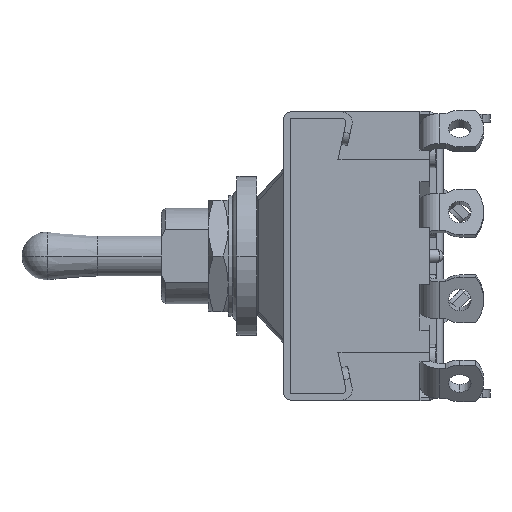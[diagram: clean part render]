
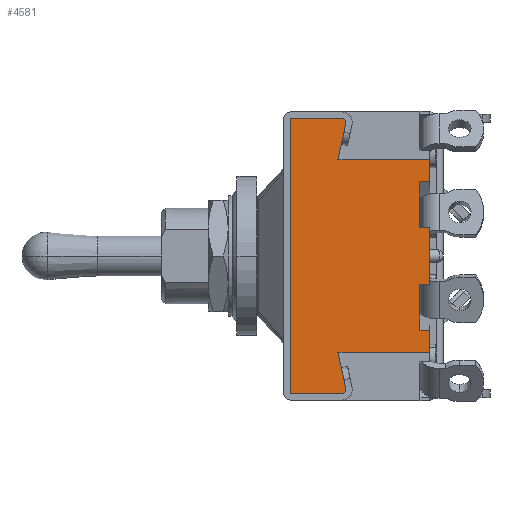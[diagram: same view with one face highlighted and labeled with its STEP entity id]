
A CAD part, left-side view. The second image highlights one B-rep face of the part: STEP entity #4581.
In plain terms, the highlighted planar face has unit normal (-1, 0, 0).
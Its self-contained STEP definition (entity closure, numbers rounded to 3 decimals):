
#56 = AXIS2_PLACEMENT_3D ( 'NONE', #4296, #7378, #5418 ) ;
#61 = CARTESIAN_POINT ( 'NONE',  ( -16.5, -16.3, -9.325 ) ) ;
#88 = EDGE_CURVE ( 'NONE', #6150, #534, #4543, .T. ) ;
#354 = CARTESIAN_POINT ( 'NONE',  ( -16.5, 0., -17.3 ) ) ;
#467 = DIRECTION ( 'NONE',  ( 0., 0., 1. ) ) ;
#490 = DIRECTION ( 'NONE',  ( 0., 0., -1. ) ) ;
#498 = DIRECTION ( 'NONE',  ( 0., -1., 0. ) ) ;
#530 = ORIENTED_EDGE ( 'NONE', *, *, #8935, .F. ) ;
#534 = VERTEX_POINT ( 'NONE', #7948 ) ;
#633 = EDGE_CURVE ( 'NONE', #9024, #4694, #7050, .T. ) ;
#641 = CARTESIAN_POINT ( 'NONE',  ( -16.5, 0., 17.3 ) ) ;
#746 = EDGE_CURVE ( 'NONE', #9157, #12613, #2282, .T. ) ;
#763 = CARTESIAN_POINT ( 'NONE',  ( -16.5, -6.5, -17.3 ) ) ;
#784 = CARTESIAN_POINT ( 'NONE',  ( -16.5, -16.3, 3.568 ) ) ;
#900 = VECTOR ( 'NONE', #6617, 1000. ) ;
#903 = CARTESIAN_POINT ( 'NONE',  ( -16.5, -6.989, -16.695 ) ) ;
#1040 = VERTEX_POINT ( 'NONE', #7628 ) ;
#1175 = CIRCLE ( 'NONE', #10118, 0.5 ) ;
#1182 = VECTOR ( 'NONE', #8218, 1000. ) ;
#1354 = CARTESIAN_POINT ( 'NONE',  ( -16.5, 0., 0. ) ) ;
#1559 = LINE ( 'NONE', #9712, #6997 ) ;
#1571 = EDGE_CURVE ( 'NONE', #3538, #12323, #6577, .T. ) ;
#1685 = LINE ( 'NONE', #9191, #8426 ) ;
#1765 = EDGE_CURVE ( 'NONE', #12178, #7673, #10570, .T. ) ;
#1771 = EDGE_LOOP ( 'NONE', ( #10950, #530, #2770, #7536, #4092, #4671, #10335, #5731, #11053, #6135, #7302, #12162, #3394, #5858, #5842, #12041, #6750, #2768, #7492 ) ) ;
#1876 = DIRECTION ( 'NONE',  ( 0., 0.21, 0.978 ) ) ;
#1877 = VECTOR ( 'NONE', #8272, 1000. ) ;
#2282 = LINE ( 'NONE', #6027, #6745 ) ;
#2336 = CARTESIAN_POINT ( 'NONE',  ( -16.5, -6., -12.1 ) ) ;
#2392 = CARTESIAN_POINT ( 'NONE',  ( -16.5, -6.5, 17.3 ) ) ;
#2565 = DIRECTION ( 'NONE',  ( 0., 0., -1. ) ) ;
#2768 = ORIENTED_EDGE ( 'NONE', *, *, #3891, .T. ) ;
#2770 = ORIENTED_EDGE ( 'NONE', *, *, #746, .T. ) ;
#2791 = CARTESIAN_POINT ( 'NONE',  ( -16.5, -6.989, 16.695 ) ) ;
#3036 = DIRECTION ( 'NONE',  ( 0., 0., 1. ) ) ;
#3093 = LINE ( 'NONE', #354, #9508 ) ;
#3123 = EDGE_CURVE ( 'NONE', #12323, #8213, #4470, .T. ) ;
#3310 = LINE ( 'NONE', #1354, #900 ) ;
#3394 = ORIENTED_EDGE ( 'NONE', *, *, #633, .F. ) ;
#3538 = VERTEX_POINT ( 'NONE', #11089 ) ;
#3637 = CARTESIAN_POINT ( 'NONE',  ( -16.5, -17.5, -12.1 ) ) ;
#3687 = DIRECTION ( 'NONE',  ( 0., -1., 0. ) ) ;
#3849 = DIRECTION ( 'NONE',  ( 1., 0., 0. ) ) ;
#3891 = EDGE_CURVE ( 'NONE', #4585, #12988, #9863, .T. ) ;
#3948 = CARTESIAN_POINT ( 'NONE',  ( -16.5, -16.3, 9.325 ) ) ;
#4092 = ORIENTED_EDGE ( 'NONE', *, *, #4158, .F. ) ;
#4133 = CARTESIAN_POINT ( 'NONE',  ( -16.5, -16.3, 9.325 ) ) ;
#4154 = EDGE_CURVE ( 'NONE', #12043, #9024, #3310, .T. ) ;
#4158 = EDGE_CURVE ( 'NONE', #7673, #8388, #6818, .T. ) ;
#4217 = DIRECTION ( 'NONE',  ( 0., -1., 0. ) ) ;
#4255 = VECTOR ( 'NONE', #1876, 1000. ) ;
#4284 = LINE ( 'NONE', #7548, #12059 ) ;
#4296 = CARTESIAN_POINT ( 'NONE',  ( -16.5, -6.5, -16.8 ) ) ;
#4439 = EDGE_CURVE ( 'NONE', #8388, #12613, #1685, .T. ) ;
#4470 = LINE ( 'NONE', #8130, #1877 ) ;
#4504 = PLANE ( 'NONE',  #8743 ) ;
#4539 = LINE ( 'NONE', #4133, #11226 ) ;
#4543 = LINE ( 'NONE', #3948, #1182 ) ;
#4550 = CARTESIAN_POINT ( 'NONE',  ( -16.5, -6., -12.1 ) ) ;
#4581 = ADVANCED_FACE ( 'NONE', ( #12849 ), #4504, .T. ) ;
#4585 = VERTEX_POINT ( 'NONE', #4550 ) ;
#4661 = VECTOR ( 'NONE', #12902, 1000. ) ;
#4671 = ORIENTED_EDGE ( 'NONE', *, *, #1765, .F. ) ;
#4694 = VERTEX_POINT ( 'NONE', #2392 ) ;
#4824 = VECTOR ( 'NONE', #8822, 1000. ) ;
#4899 = LINE ( 'NONE', #903, #4255 ) ;
#4935 = EDGE_CURVE ( 'NONE', #12379, #4585, #4899, .T. ) ;
#4986 = DIRECTION ( 'NONE',  ( 0., 0., 1. ) ) ;
#5418 = DIRECTION ( 'NONE',  ( 0., 0., -1. ) ) ;
#5456 = CARTESIAN_POINT ( 'NONE',  ( -16.5, -17.5, 0. ) ) ;
#5466 = EDGE_CURVE ( 'NONE', #12043, #11592, #3093, .T. ) ;
#5562 = VECTOR ( 'NONE', #490, 1000. ) ;
#5708 = DIRECTION ( 'NONE',  ( 0., 0., -1. ) ) ;
#5723 = LINE ( 'NONE', #5456, #11296 ) ;
#5731 = ORIENTED_EDGE ( 'NONE', *, *, #88, .T. ) ;
#5842 = ORIENTED_EDGE ( 'NONE', *, *, #5466, .T. ) ;
#5858 = ORIENTED_EDGE ( 'NONE', *, *, #4154, .F. ) ;
#5879 = CARTESIAN_POINT ( 'NONE',  ( -16.5, -16.3, -3.568 ) ) ;
#5938 = CARTESIAN_POINT ( 'NONE',  ( -16.5, -6.989, -16.695 ) ) ;
#6027 = CARTESIAN_POINT ( 'NONE',  ( -16.5, -16.3, -3.568 ) ) ;
#6098 = CARTESIAN_POINT ( 'NONE',  ( -16.5, -16.3, 9.325 ) ) ;
#6127 = EDGE_CURVE ( 'NONE', #12178, #6150, #4539, .T. ) ;
#6135 = ORIENTED_EDGE ( 'NONE', *, *, #3123, .F. ) ;
#6150 = VERTEX_POINT ( 'NONE', #6098 ) ;
#6324 = EDGE_CURVE ( 'NONE', #4694, #3538, #1175, .T. ) ;
#6418 = DIRECTION ( 'NONE',  ( -1., 0., 0. ) ) ;
#6514 = VECTOR ( 'NONE', #4217, 1000. ) ;
#6577 = LINE ( 'NONE', #2791, #4824 ) ;
#6617 = DIRECTION ( 'NONE',  ( 0., 0., 1. ) ) ;
#6745 = VECTOR ( 'NONE', #6998, 1000. ) ;
#6750 = ORIENTED_EDGE ( 'NONE', *, *, #4935, .T. ) ;
#6818 = LINE ( 'NONE', #11670, #5562 ) ;
#6852 = CIRCLE ( 'NONE', #56, 0.5 ) ;
#6997 = VECTOR ( 'NONE', #498, 1000. ) ;
#6998 = DIRECTION ( 'NONE',  ( 0., -1., 0. ) ) ;
#7029 = LINE ( 'NONE', #11811, #8483 ) ;
#7050 = LINE ( 'NONE', #9997, #4661 ) ;
#7216 = CARTESIAN_POINT ( 'NONE',  ( -16.5, -16.3, 3.568 ) ) ;
#7302 = ORIENTED_EDGE ( 'NONE', *, *, #1571, .F. ) ;
#7378 = DIRECTION ( 'NONE',  ( -1., 0., 0. ) ) ;
#7492 = ORIENTED_EDGE ( 'NONE', *, *, #12007, .F. ) ;
#7536 = ORIENTED_EDGE ( 'NONE', *, *, #4439, .F. ) ;
#7548 = CARTESIAN_POINT ( 'NONE',  ( -16.5, -17.5, 0. ) ) ;
#7628 = CARTESIAN_POINT ( 'NONE',  ( -16.5, -17.5, -9.325 ) ) ;
#7673 = VERTEX_POINT ( 'NONE', #9131 ) ;
#7948 = CARTESIAN_POINT ( 'NONE',  ( -16.5, -17.5, 9.325 ) ) ;
#8130 = CARTESIAN_POINT ( 'NONE',  ( -16.5, -6., 12.1 ) ) ;
#8170 = DIRECTION ( 'NONE',  ( 0., 0., -1. ) ) ;
#8213 = VERTEX_POINT ( 'NONE', #8546 ) ;
#8218 = DIRECTION ( 'NONE',  ( 0., -1., 0. ) ) ;
#8250 = CARTESIAN_POINT ( 'NONE',  ( -16.5, -6., 12.1 ) ) ;
#8272 = DIRECTION ( 'NONE',  ( 0., -1., 0. ) ) ;
#8300 = DIRECTION ( 'NONE',  ( 0., -1., 0. ) ) ;
#8311 = CARTESIAN_POINT ( 'NONE',  ( -16.5, -17.5, -3.568 ) ) ;
#8388 = VERTEX_POINT ( 'NONE', #12005 ) ;
#8426 = VECTOR ( 'NONE', #8170, 1000. ) ;
#8483 = VECTOR ( 'NONE', #5708, 1000. ) ;
#8546 = CARTESIAN_POINT ( 'NONE',  ( -16.5, -17.5, 12.1 ) ) ;
#8743 = AXIS2_PLACEMENT_3D ( 'NONE', #9509, #6418, #467 ) ;
#8822 = DIRECTION ( 'NONE',  ( 0., 0.21, -0.978 ) ) ;
#8919 = CARTESIAN_POINT ( 'NONE',  ( -16.5, 0., -17.3 ) ) ;
#8935 = EDGE_CURVE ( 'NONE', #9157, #9674, #7029, .T. ) ;
#9024 = VERTEX_POINT ( 'NONE', #641 ) ;
#9131 = CARTESIAN_POINT ( 'NONE',  ( -16.5, -17.5, 3.568 ) ) ;
#9157 = VERTEX_POINT ( 'NONE', #5879 ) ;
#9191 = CARTESIAN_POINT ( 'NONE',  ( -16.5, -17.5, 0. ) ) ;
#9508 = VECTOR ( 'NONE', #3687, 1000. ) ;
#9509 = CARTESIAN_POINT ( 'NONE',  ( -16.5, -6.5, 16.8 ) ) ;
#9674 = VERTEX_POINT ( 'NONE', #61 ) ;
#9712 = CARTESIAN_POINT ( 'NONE',  ( -16.5, -16.3, -9.325 ) ) ;
#9824 = EDGE_CURVE ( 'NONE', #11592, #12379, #6852, .T. ) ;
#9863 = LINE ( 'NONE', #2336, #6514 ) ;
#9997 = CARTESIAN_POINT ( 'NONE',  ( -16.5, 0., 17.3 ) ) ;
#10118 = AXIS2_PLACEMENT_3D ( 'NONE', #13063, #3849, #4986 ) ;
#10335 = ORIENTED_EDGE ( 'NONE', *, *, #6127, .T. ) ;
#10570 = LINE ( 'NONE', #7216, #11964 ) ;
#10866 = DIRECTION ( 'NONE',  ( 0., 0., -1. ) ) ;
#10950 = ORIENTED_EDGE ( 'NONE', *, *, #11419, .F. ) ;
#11053 = ORIENTED_EDGE ( 'NONE', *, *, #11999, .F. ) ;
#11089 = CARTESIAN_POINT ( 'NONE',  ( -16.5, -6.989, 16.695 ) ) ;
#11226 = VECTOR ( 'NONE', #3036, 1000. ) ;
#11296 = VECTOR ( 'NONE', #2565, 1000. ) ;
#11419 = EDGE_CURVE ( 'NONE', #9674, #1040, #1559, .T. ) ;
#11592 = VERTEX_POINT ( 'NONE', #763 ) ;
#11670 = CARTESIAN_POINT ( 'NONE',  ( -16.5, -17.5, 0. ) ) ;
#11811 = CARTESIAN_POINT ( 'NONE',  ( -16.5, -16.3, -9.325 ) ) ;
#11964 = VECTOR ( 'NONE', #8300, 1000. ) ;
#11999 = EDGE_CURVE ( 'NONE', #8213, #534, #4284, .T. ) ;
#12005 = CARTESIAN_POINT ( 'NONE',  ( -16.5, -17.5, 0. ) ) ;
#12007 = EDGE_CURVE ( 'NONE', #1040, #12988, #5723, .T. ) ;
#12041 = ORIENTED_EDGE ( 'NONE', *, *, #9824, .T. ) ;
#12043 = VERTEX_POINT ( 'NONE', #8919 ) ;
#12059 = VECTOR ( 'NONE', #10866, 1000. ) ;
#12162 = ORIENTED_EDGE ( 'NONE', *, *, #6324, .F. ) ;
#12178 = VERTEX_POINT ( 'NONE', #784 ) ;
#12323 = VERTEX_POINT ( 'NONE', #8250 ) ;
#12379 = VERTEX_POINT ( 'NONE', #5938 ) ;
#12613 = VERTEX_POINT ( 'NONE', #8311 ) ;
#12849 = FACE_OUTER_BOUND ( 'NONE', #1771, .T. ) ;
#12902 = DIRECTION ( 'NONE',  ( 0., -1., 0. ) ) ;
#12988 = VERTEX_POINT ( 'NONE', #3637 ) ;
#13063 = CARTESIAN_POINT ( 'NONE',  ( -16.5, -6.5, 16.8 ) ) ;
